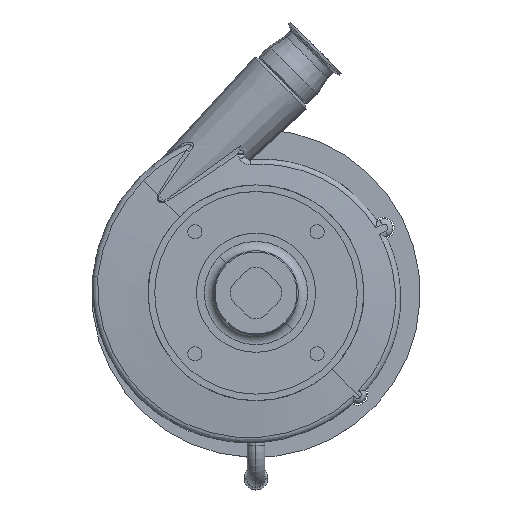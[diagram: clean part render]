
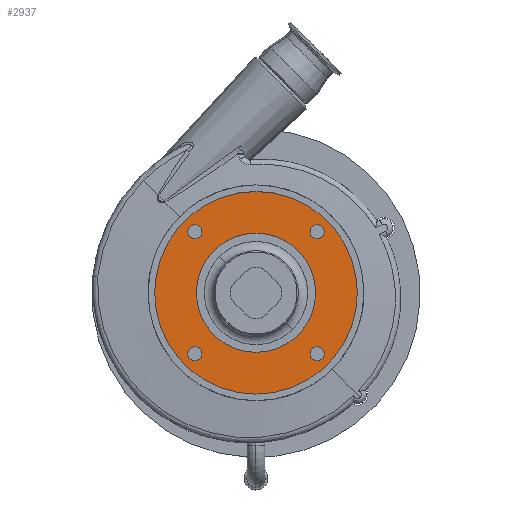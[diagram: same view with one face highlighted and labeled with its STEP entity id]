
A CAD part, top view. The second image highlights one B-rep face of the part: STEP entity #2937.
In plain terms, the highlighted planar face has unit normal (0, 0, 1).
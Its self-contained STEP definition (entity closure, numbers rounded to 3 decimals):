
#17 = DIRECTION ( 'NONE',  ( 1., 0., 0. ) ) ;
#248 = CARTESIAN_POINT ( 'NONE',  ( 57.607, -65.107, 205.5 ) ) ;
#751 = DIRECTION ( 'NONE',  ( 1., 0., 0. ) ) ;
#872 = EDGE_LOOP ( 'NONE', ( #7037, #14823 ) ) ;
#897 = DIRECTION ( 'NONE',  ( 0., 0., 1. ) ) ;
#1047 = EDGE_CURVE ( 'NONE', #11384, #13734, #11378, .T. ) ;
#1494 = PLANE ( 'NONE',  #9012 ) ;
#1648 = VERTEX_POINT ( 'NONE', #13307 ) ;
#1730 = DIRECTION ( 'NONE',  ( 1., 0., 0. ) ) ;
#1805 = CARTESIAN_POINT ( 'NONE',  ( -65.107, 65.107, 205.5 ) ) ;
#1913 = CARTESIAN_POINT ( 'NONE',  ( 72.607, -65.107, 205.5 ) ) ;
#1991 = AXIS2_PLACEMENT_3D ( 'NONE', #13683, #4713, #13363 ) ;
#2044 = DIRECTION ( 'NONE',  ( 0., 0., -1. ) ) ;
#2171 = DIRECTION ( 'NONE',  ( 1., 0., 0. ) ) ;
#2215 = DIRECTION ( 'NONE',  ( 0., 0., 1. ) ) ;
#2363 = CIRCLE ( 'NONE', #4189, 7.5 ) ;
#2474 = DIRECTION ( 'NONE',  ( 0., 0., -1. ) ) ;
#2606 = DIRECTION ( 'NONE',  ( 0., 0., -1. ) ) ;
#2778 = CIRCLE ( 'NONE', #8815, 108. ) ;
#2788 = CIRCLE ( 'NONE', #1991, 63.5 ) ;
#2937 = ADVANCED_FACE ( 'NONE', ( #10838, #15872, #11505, #6308, #4990, #11249 ), #1494, .T. ) ;
#3157 = CIRCLE ( 'NONE', #16027, 108. ) ;
#3530 = CIRCLE ( 'NONE', #5601, 7.5 ) ;
#3531 = EDGE_LOOP ( 'NONE', ( #14677, #15810 ) ) ;
#3601 = DIRECTION ( 'NONE',  ( 1., 0., 0. ) ) ;
#3866 = DIRECTION ( 'NONE',  ( 0., 0., 1. ) ) ;
#4189 = AXIS2_PLACEMENT_3D ( 'NONE', #11235, #8697, #13713 ) ;
#4218 = EDGE_CURVE ( 'NONE', #9200, #15459, #3530, .T. ) ;
#4303 = AXIS2_PLACEMENT_3D ( 'NONE', #1805, #2044, #1730 ) ;
#4307 = EDGE_CURVE ( 'NONE', #9327, #8702, #15869, .T. ) ;
#4366 = CARTESIAN_POINT ( 'NONE',  ( 108., 0., 205.5 ) ) ;
#4388 = DIRECTION ( 'NONE',  ( 0., 0., -1. ) ) ;
#4576 = CARTESIAN_POINT ( 'NONE',  ( 0., 0., 205.5 ) ) ;
#4584 = VERTEX_POINT ( 'NONE', #248 ) ;
#4713 = DIRECTION ( 'NONE',  ( 0., 0., -1. ) ) ;
#4923 = CARTESIAN_POINT ( 'NONE',  ( -65.107, -65.107, 205.5 ) ) ;
#4990 = FACE_BOUND ( 'NONE', #16057, .T. ) ;
#5016 = DIRECTION ( 'NONE',  ( 1., 0., 0. ) ) ;
#5601 = AXIS2_PLACEMENT_3D ( 'NONE', #13437, #4388, #2171 ) ;
#5679 = ORIENTED_EDGE ( 'NONE', *, *, #7658, .T. ) ;
#5843 = CARTESIAN_POINT ( 'NONE',  ( 72.607, 65.107, 205.5 ) ) ;
#5853 = CIRCLE ( 'NONE', #11641, 7.5 ) ;
#5857 = CARTESIAN_POINT ( 'NONE',  ( -57.607, -65.107, 205.5 ) ) ;
#6256 = DIRECTION ( 'NONE',  ( 0., 0., -1. ) ) ;
#6308 = FACE_BOUND ( 'NONE', #3531, .T. ) ;
#6437 = CIRCLE ( 'NONE', #9083, 63.5 ) ;
#6722 = EDGE_CURVE ( 'NONE', #13734, #11384, #12393, .T. ) ;
#6947 = CARTESIAN_POINT ( 'NONE',  ( 57.607, 65.107, 205.5 ) ) ;
#6974 = ORIENTED_EDGE ( 'NONE', *, *, #13689, .T. ) ;
#7037 = ORIENTED_EDGE ( 'NONE', *, *, #1047, .T. ) ;
#7278 = DIRECTION ( 'NONE',  ( 1., 0., 0. ) ) ;
#7433 = AXIS2_PLACEMENT_3D ( 'NONE', #13877, #2606, #7602 ) ;
#7602 = DIRECTION ( 'NONE',  ( 1., 0., 0. ) ) ;
#7658 = EDGE_CURVE ( 'NONE', #4584, #8641, #5853, .T. ) ;
#8012 = EDGE_LOOP ( 'NONE', ( #11808, #13318 ) ) ;
#8641 = VERTEX_POINT ( 'NONE', #1913 ) ;
#8697 = DIRECTION ( 'NONE',  ( 0., 0., -1. ) ) ;
#8702 = VERTEX_POINT ( 'NONE', #5843 ) ;
#8815 = AXIS2_PLACEMENT_3D ( 'NONE', #4576, #2215, #751 ) ;
#8874 = CARTESIAN_POINT ( 'NONE',  ( -72.607, 65.107, 205.5 ) ) ;
#9012 = AXIS2_PLACEMENT_3D ( 'NONE', #15139, #3866, #17 ) ;
#9083 = AXIS2_PLACEMENT_3D ( 'NONE', #13419, #15968, #12020 ) ;
#9200 = VERTEX_POINT ( 'NONE', #8874 ) ;
#9327 = VERTEX_POINT ( 'NONE', #6947 ) ;
#9359 = EDGE_CURVE ( 'NONE', #15459, #9200, #11651, .T. ) ;
#9755 = CARTESIAN_POINT ( 'NONE',  ( -72.607, -65.107, 205.5 ) ) ;
#9801 = AXIS2_PLACEMENT_3D ( 'NONE', #14880, #9915, #3601 ) ;
#9915 = DIRECTION ( 'NONE',  ( 0., 0., -1. ) ) ;
#9931 = EDGE_CURVE ( 'NONE', #8641, #4584, #2363, .T. ) ;
#10292 = AXIS2_PLACEMENT_3D ( 'NONE', #4923, #2474, #12494 ) ;
#10582 = CIRCLE ( 'NONE', #9801, 7.5 ) ;
#10761 = VERTEX_POINT ( 'NONE', #14803 ) ;
#10838 = FACE_BOUND ( 'NONE', #8012, .T. ) ;
#10938 = ORIENTED_EDGE ( 'NONE', *, *, #16177, .T. ) ;
#11014 = EDGE_CURVE ( 'NONE', #1648, #12277, #3157, .T. ) ;
#11124 = CARTESIAN_POINT ( 'NONE',  ( 65.107, 65.107, 205.5 ) ) ;
#11235 = CARTESIAN_POINT ( 'NONE',  ( 65.107, -65.107, 205.5 ) ) ;
#11249 = FACE_BOUND ( 'NONE', #16059, .T. ) ;
#11378 = CIRCLE ( 'NONE', #7433, 7.5 ) ;
#11384 = VERTEX_POINT ( 'NONE', #5857 ) ;
#11505 = FACE_OUTER_BOUND ( 'NONE', #12568, .T. ) ;
#11641 = AXIS2_PLACEMENT_3D ( 'NONE', #15590, #12118, #13114 ) ;
#11651 = CIRCLE ( 'NONE', #4303, 7.5 ) ;
#11808 = ORIENTED_EDGE ( 'NONE', *, *, #12013, .T. ) ;
#11929 = ORIENTED_EDGE ( 'NONE', *, *, #9931, .T. ) ;
#12013 = EDGE_CURVE ( 'NONE', #8702, #9327, #10582, .T. ) ;
#12020 = DIRECTION ( 'NONE',  ( 1., 0., 0. ) ) ;
#12118 = DIRECTION ( 'NONE',  ( 0., 0., -1. ) ) ;
#12277 = VERTEX_POINT ( 'NONE', #4366 ) ;
#12393 = CIRCLE ( 'NONE', #10292, 7.5 ) ;
#12494 = DIRECTION ( 'NONE',  ( 1., 0., 0. ) ) ;
#12568 = EDGE_LOOP ( 'NONE', ( #6974, #14049 ) ) ;
#12610 = ORIENTED_EDGE ( 'NONE', *, *, #15781, .T. ) ;
#12815 = CARTESIAN_POINT ( 'NONE',  ( 63.5, 0., 205.5 ) ) ;
#13114 = DIRECTION ( 'NONE',  ( 1., 0., 0. ) ) ;
#13307 = CARTESIAN_POINT ( 'NONE',  ( -108., 0., 205.5 ) ) ;
#13318 = ORIENTED_EDGE ( 'NONE', *, *, #4307, .T. ) ;
#13363 = DIRECTION ( 'NONE',  ( 1., 0., 0. ) ) ;
#13419 = CARTESIAN_POINT ( 'NONE',  ( 0., 0., 205.5 ) ) ;
#13437 = CARTESIAN_POINT ( 'NONE',  ( -65.107, 65.107, 205.5 ) ) ;
#13602 = VERTEX_POINT ( 'NONE', #12815 ) ;
#13683 = CARTESIAN_POINT ( 'NONE',  ( 0., 0., 205.5 ) ) ;
#13689 = EDGE_CURVE ( 'NONE', #12277, #1648, #2778, .T. ) ;
#13713 = DIRECTION ( 'NONE',  ( 1., 0., 0. ) ) ;
#13734 = VERTEX_POINT ( 'NONE', #9755 ) ;
#13877 = CARTESIAN_POINT ( 'NONE',  ( -65.107, -65.107, 205.5 ) ) ;
#14049 = ORIENTED_EDGE ( 'NONE', *, *, #11014, .T. ) ;
#14198 = CARTESIAN_POINT ( 'NONE',  ( -57.607, 65.107, 205.5 ) ) ;
#14569 = AXIS2_PLACEMENT_3D ( 'NONE', #11124, #6256, #5016 ) ;
#14677 = ORIENTED_EDGE ( 'NONE', *, *, #9359, .T. ) ;
#14803 = CARTESIAN_POINT ( 'NONE',  ( -63.5, 0., 205.5 ) ) ;
#14823 = ORIENTED_EDGE ( 'NONE', *, *, #6722, .T. ) ;
#14880 = CARTESIAN_POINT ( 'NONE',  ( 65.107, 65.107, 205.5 ) ) ;
#15139 = CARTESIAN_POINT ( 'NONE',  ( 0., 0., 205.5 ) ) ;
#15459 = VERTEX_POINT ( 'NONE', #14198 ) ;
#15590 = CARTESIAN_POINT ( 'NONE',  ( 65.107, -65.107, 205.5 ) ) ;
#15781 = EDGE_CURVE ( 'NONE', #10761, #13602, #6437, .T. ) ;
#15810 = ORIENTED_EDGE ( 'NONE', *, *, #4218, .T. ) ;
#15869 = CIRCLE ( 'NONE', #14569, 7.5 ) ;
#15872 = FACE_BOUND ( 'NONE', #872, .T. ) ;
#15968 = DIRECTION ( 'NONE',  ( 0., 0., -1. ) ) ;
#16027 = AXIS2_PLACEMENT_3D ( 'NONE', #16087, #897, #7278 ) ;
#16057 = EDGE_LOOP ( 'NONE', ( #11929, #5679 ) ) ;
#16059 = EDGE_LOOP ( 'NONE', ( #12610, #10938 ) ) ;
#16087 = CARTESIAN_POINT ( 'NONE',  ( 0., 0., 205.5 ) ) ;
#16177 = EDGE_CURVE ( 'NONE', #13602, #10761, #2788, .T. ) ;
